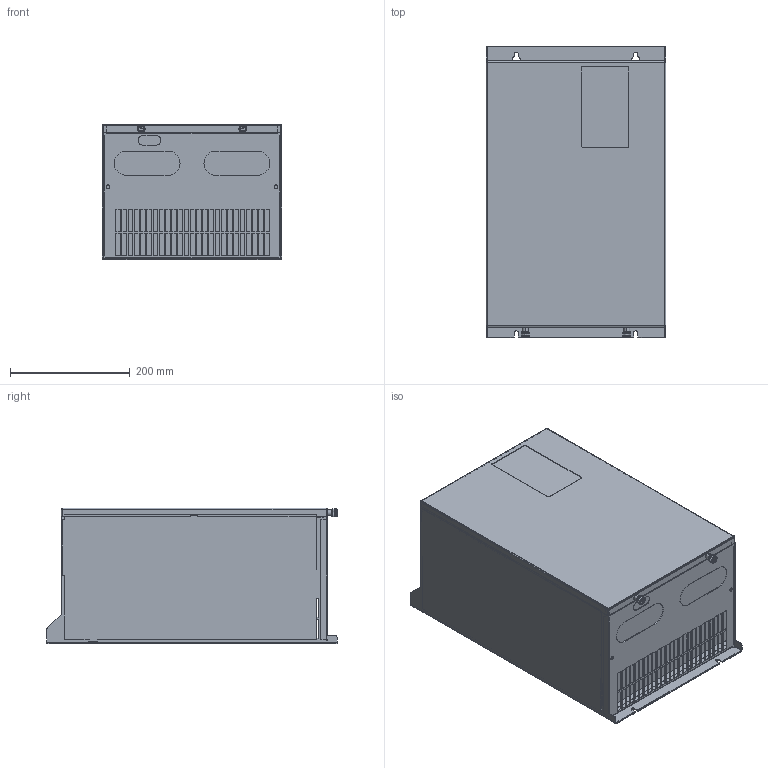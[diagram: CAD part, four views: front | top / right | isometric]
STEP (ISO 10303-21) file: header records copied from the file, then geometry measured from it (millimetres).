
FILE_DESCRIPTION (( 'STEP AP203' ), '1' );
FILE_NAME ('FR500H-4T-(45-75)KW.STEP', '2023-08-23T07:52:07', ( '' ), ( '' ), 'SwSTEP 2.0', 'SolidWorks 2022', '' );
FILE_SCHEMA (( 'CONFIG_CONTROL_DESIGN' ));
Length unit declared in the file: millimetre
Products named in the file (1): FR500H-4T-(45-75)KW
Bounding box: 300 x 487.4 x 227.2 mm (x, y, z)
Volume: 28764165.9 mm3; surface area: 1598340.2 mm2
Topology: 2 solids, 4 shells, 1827 faces, 5103 edges, 3264 vertices
Faces by surface type: plane 1303, cylinder 419, cone 93, sphere 8, torus 4
Entity records: 57928 total; most frequent: CARTESIAN_POINT 11241, ORIENTED_EDGE 10190, DIRECTION 9237, EDGE_CURVE 5095, LINE 3561, VECTOR 3561, VERTEX_POINT 3264, AXIS2_PLACEMENT_3D 2838
